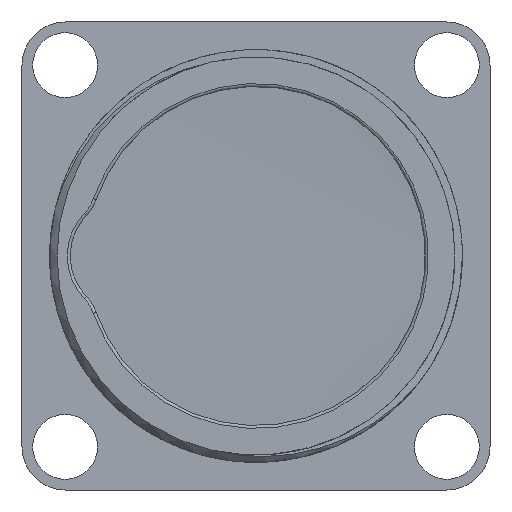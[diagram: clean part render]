
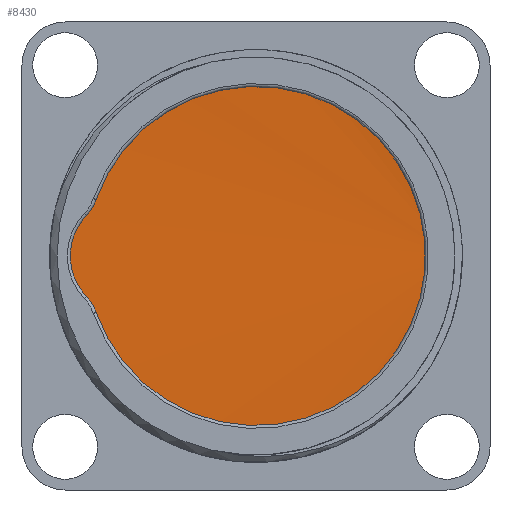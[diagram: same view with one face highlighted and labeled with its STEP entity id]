
A CAD part, left-side view. The second image highlights one B-rep face of the part: STEP entity #8430.
In plain terms, the highlighted cylindrical face has radius 13.5 mm (diameter 27 mm), a full revolution.
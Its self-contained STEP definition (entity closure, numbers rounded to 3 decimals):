
#613=CIRCLE('',#9053,13.5);
#1005=FACE_OUTER_BOUND('',#1484,.T.);
#1484=EDGE_LOOP('',(#5701,#5702,#5703,#5704));
#1954=B_SPLINE_CURVE_WITH_KNOTS('',3,(#13227,#13228,#13229,#13230,#13231,
#13232,#13233,#13234,#13235,#13236,#13237,#13238,#13239),.UNSPECIFIED.,
 .F.,.F.,(4,1,1,1,1,1,1,1,1,1,4),(4.937,5.42,5.903,
6.386,6.869,7.352,7.835,8.318,
8.801,9.285,9.425),.UNSPECIFIED.);
#2178=LINE('',#11933,#2678);
#2184=LINE('',#12037,#2684);
#2678=VECTOR('',#9697,13.5);
#2684=VECTOR('',#9719,13.5);
#3178=VERTEX_POINT('',#11931);
#3179=VERTEX_POINT('',#11932);
#3187=VERTEX_POINT('',#12036);
#3250=VERTEX_POINT('',#12448);
#4035=EDGE_CURVE('',#3178,#3179,#2178,.T.);
#4049=EDGE_CURVE('',#3187,#3178,#2184,.T.);
#4259=EDGE_CURVE('',#3250,#3187,#613,.T.);
#4273=EDGE_CURVE('',#3250,#3179,#1954,.T.);
#5701=ORIENTED_EDGE('',*,*,#4035,.T.);
#5702=ORIENTED_EDGE('',*,*,#4273,.F.);
#5703=ORIENTED_EDGE('',*,*,#4259,.T.);
#5704=ORIENTED_EDGE('',*,*,#4049,.T.);
#7788=CYLINDRICAL_SURFACE('',#9071,13.5);
#8430=ADVANCED_FACE('',(#1005),#7788,.T.);
#9053=AXIS2_PLACEMENT_3D('',#12833,#10200,#10201);
#9071=AXIS2_PLACEMENT_3D('',#13240,#10237,#10238);
#9697=DIRECTION('',(1.,0.,0.));
#9719=DIRECTION('',(1.,0.,0.));
#10200=DIRECTION('center_axis',(1.,0.,0.));
#10201=DIRECTION('ref_axis',(0.,-1.,0.));
#10237=DIRECTION('center_axis',(1.,0.,0.));
#10238=DIRECTION('ref_axis',(0.,1.,0.));
#11931=CARTESIAN_POINT('',(0.8,-13.5,0.));
#11932=CARTESIAN_POINT('',(2.,-13.5,0.));
#11933=CARTESIAN_POINT('',(-0.6,-13.5,0.));
#12036=CARTESIAN_POINT('',(0.,-13.5,0.));
#12037=CARTESIAN_POINT('',(-0.6,-13.5,0.));
#12448=CARTESIAN_POINT('',(0.,3.004,13.162));
#12833=CARTESIAN_POINT('Origin',(0.,0.,0.));
#13227=CARTESIAN_POINT('Ctrl Pts',(0.,3.004,
13.162));
#13228=CARTESIAN_POINT('Ctrl Pts',(0.072,5.123,
12.678));
#13229=CARTESIAN_POINT('Ctrl Pts',(0.215,9.122,10.668));
#13230=CARTESIAN_POINT('Ctrl Pts',(0.431,13.034,5.209));
#13231=CARTESIAN_POINT('Ctrl Pts',(0.646,13.962,-1.441));
#13232=CARTESIAN_POINT('Ctrl Pts',(0.861,11.695,-7.762));
#13233=CARTESIAN_POINT('Ctrl Pts',(1.076,6.751,-12.306));
#13234=CARTESIAN_POINT('Ctrl Pts',(1.292,0.262,-14.034));
#13235=CARTESIAN_POINT('Ctrl Pts',(1.507,-6.287,-12.55));
#13236=CARTESIAN_POINT('Ctrl Pts',(1.722,-11.397,-8.194));
#13237=CARTESIAN_POINT('Ctrl Pts',(1.887,-13.307,-3.436));
#13238=CARTESIAN_POINT('Ctrl Pts',(1.979,-13.5,-0.631));
#13239=CARTESIAN_POINT('Ctrl Pts',(2.,-13.5,0.));
#13240=CARTESIAN_POINT('Origin',(-0.6,0.,0.));
